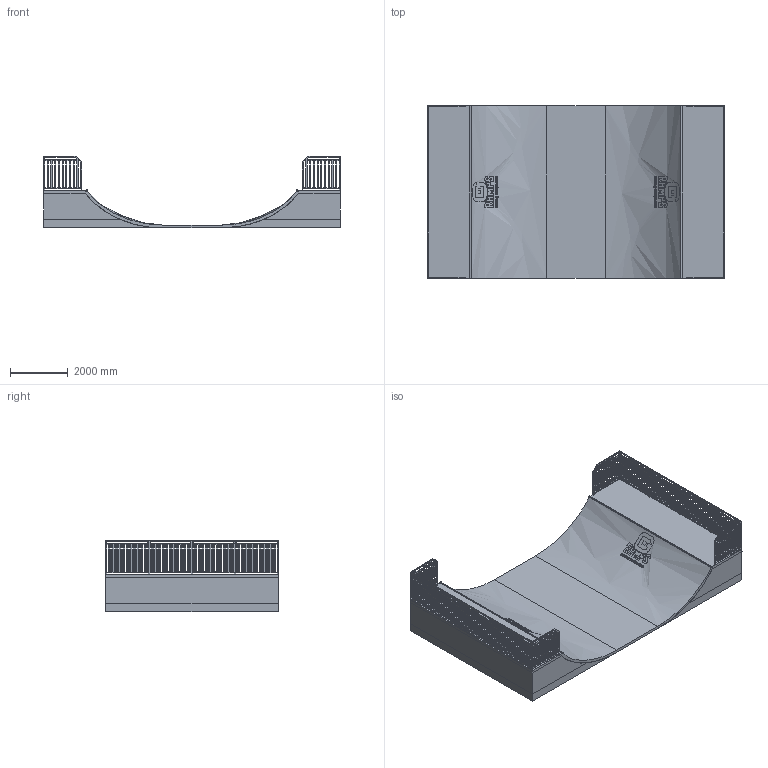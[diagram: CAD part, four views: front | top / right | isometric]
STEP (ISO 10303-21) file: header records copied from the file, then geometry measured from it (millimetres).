
FILE_DESCRIPTION(/* description */ (''),/* implementation_level */ '2;1');
FILE_NAME(/* name */ 'GRAMPS_H120_W600.stp',/* time_stamp */ '2024-07-06T17:37:18+02:00',/* author */ ('muc30'),/* organization */ (''),/* preprocessor_version */ 'ST-DEVELOPER v17',/* originating_system */ 'Autodesk Inventor 2019',/* authorisation */ '');
FILE_SCHEMA (('AUTOMOTIVE_DESIGN { 1 0 10303 214 3 1 1 }'));
Products named in the file (12): GRAMPS_H120_W600; GRAMPS_H120_W6001; GRAMPS_H120_W6002; GRAMPS_H120_W6003; GRAMPS_H120_W6004; GRAMPS_H120_W6005; GRAMPS_H120_W6006; GRAMPS_H120_W6007; GRAMPS_H120_W6008; GRAMPS_H120_W6009; GRAMPS_H120_W60010; GRAMPS_H120_W60011
Assembly tree (11 placements, depth 2):
  GRAMPS_H120_W600
    GRAMPS_H120_W6001
    GRAMPS_H120_W6002
    GRAMPS_H120_W6003
    GRAMPS_H120_W6004
    GRAMPS_H120_W6005
    GRAMPS_H120_W6006
    GRAMPS_H120_W6007
    GRAMPS_H120_W6008
    GRAMPS_H120_W6009
    GRAMPS_H120_W60010
    GRAMPS_H120_W60011
Bounding box: 10325.12 x 6000 x 2500 mm (x, y, z)
Volume: 39501667691.9 mm3; surface area: 373662646.2 mm2
Topology: 63 solids, 63 shells, 4178 faces, 12150 edges, 8082 vertices
Faces by surface type: plane 4012, cylinder 94, bspline 72
Full cylindrical faces by diameter (mm): 60 x2
Entity records: 143557 total; most frequent: CARTESIAN_POINT 32689, ORIENTED_EDGE 24300, DIRECTION 21658, EDGE_CURVE 12150, VERTEX_POINT 8082, LINE 7332, VECTOR 7332, AXIS2_PLACEMENT_3D 7163
